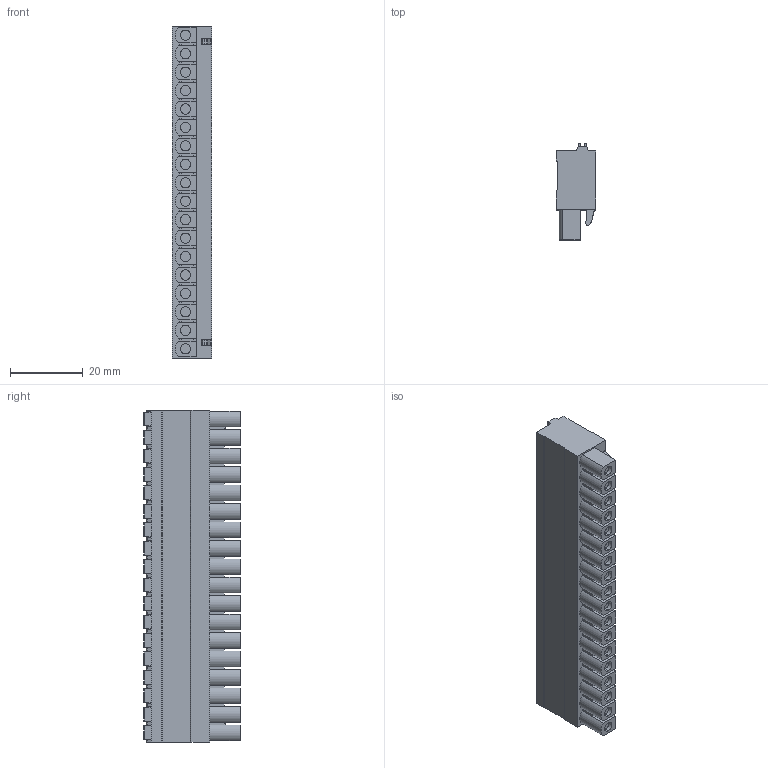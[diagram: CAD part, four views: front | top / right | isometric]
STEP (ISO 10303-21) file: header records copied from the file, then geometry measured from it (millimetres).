
FILE_DESCRIPTION((''),'2;1');
FILE_NAME('TLPS-317-03P-24P','2024-11-08T08:56:04',('tluser'),(''),'CREO PARAMETRIC BY PTC INC, 2018100','CREO PARAMETRIC BY PTC INC, 2018100','');
FILE_SCHEMA(('CONFIG_CONTROL_DESIGN'));
Length unit declared in the file: millimetre
Products named in the file (1): TLPS-317-03P-24P
Bounding box: 10.9 x 26.5 x 91.44 mm (x, y, z)
Volume: 18660.7 mm3; surface area: 9755.4 mm2
Topology: 1 solids, 1 shells, 976 faces, 2556 edges, 1656 vertices
Faces by surface type: plane 548, cylinder 356, torus 72
Entity records: 29990 total; most frequent: DIRECTION 5292, CARTESIAN_POINT 5188, ORIENTED_EDGE 5112, EDGE_CURVE 2556, VECTOR 1772, LINE 1772, AXIS2_PLACEMENT_3D 1760, VERTEX_POINT 1656
